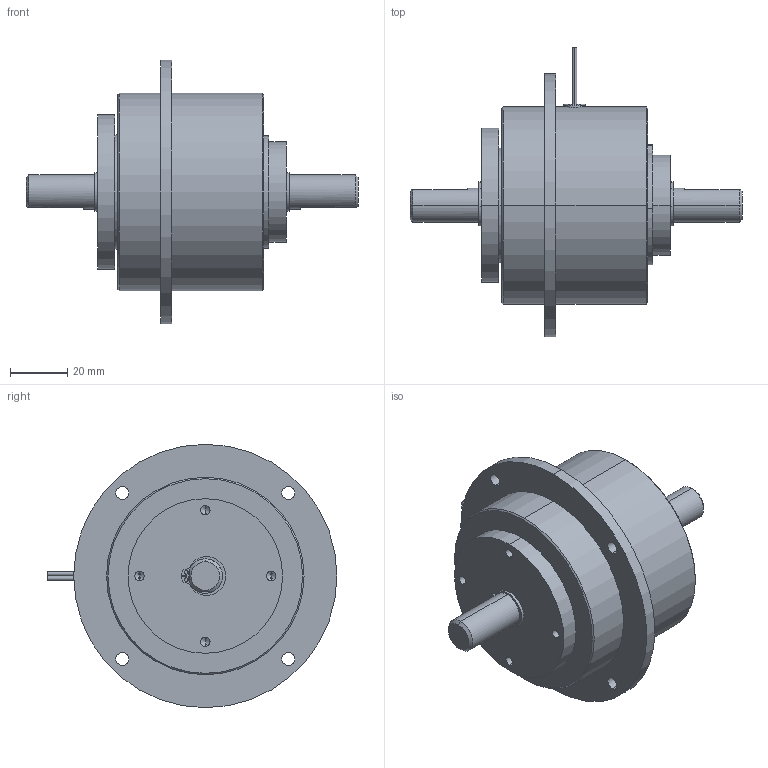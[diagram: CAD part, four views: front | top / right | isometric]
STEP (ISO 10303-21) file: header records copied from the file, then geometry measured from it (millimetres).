
FILE_DESCRIPTION (( 'STEP AP203' ), '1' );
FILE_NAME ('YPP616692.STEP', '2020-12-25T00:25:56', ( '' ), ( '' ), 'SwSTEP 2.0', 'SolidWorks 2016', '' );
FILE_SCHEMA (( 'CONFIG_CONTROL_DESIGN' ));
Length unit declared in the file: millimetre
Products named in the file (1): YPP616692
Bounding box: 116 x 101.3 x 92 mm (x, y, z)
Volume: 230568.5 mm3; surface area: 32545.8 mm2
Topology: 5 solids, 5 shells, 158 faces, 398 edges, 256 vertices
Faces by surface type: cylinder 100, plane 40, cone 16, torus 2
Entity records: 4993 total; most frequent: CARTESIAN_POINT 927, DIRECTION 914, ORIENTED_EDGE 780, EDGE_CURVE 390, AXIS2_PLACEMENT_3D 375, VERTEX_POINT 256, CIRCLE 216, EDGE_LOOP 196
